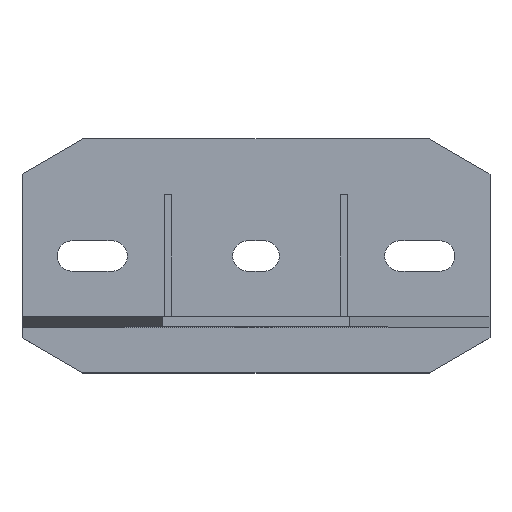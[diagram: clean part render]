
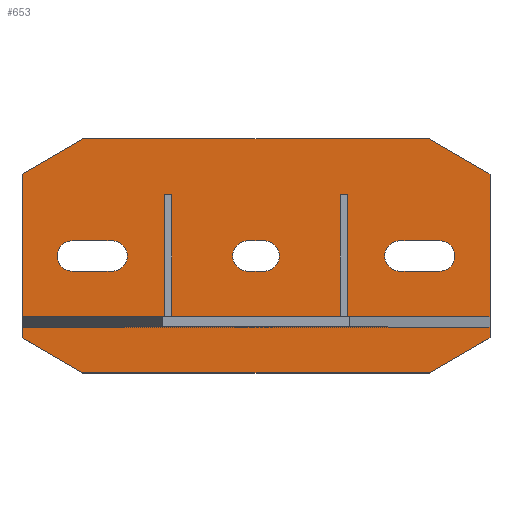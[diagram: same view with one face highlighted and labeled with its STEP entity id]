
A CAD part, top view. The second image highlights one B-rep face of the part: STEP entity #653.
In plain terms, the highlighted planar face has unit normal (0, 0, 1).
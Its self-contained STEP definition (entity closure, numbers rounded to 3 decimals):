
#150=DIRECTION('',(0.866,-0.5,0.));
#151=VECTOR('',#150,30.);
#152=CARTESIAN_POINT('',(74.019,50.,6.5));
#153=LINE('',#152,#151);
#154=DIRECTION('',(0.,-1.,0.));
#155=VECTOR('',#154,70.);
#156=CARTESIAN_POINT('',(100.,35.,6.5));
#157=LINE('',#156,#155);
#158=DIRECTION('',(-0.866,-0.5,0.));
#159=VECTOR('',#158,30.);
#160=CARTESIAN_POINT('',(100.,-35.,6.5));
#161=LINE('',#160,#159);
#162=DIRECTION('',(-1.,0.,0.));
#163=VECTOR('',#162,148.038);
#164=CARTESIAN_POINT('',(74.019,-50.,6.5));
#165=LINE('',#164,#163);
#166=DIRECTION('',(-0.866,0.5,0.));
#167=VECTOR('',#166,30.);
#168=CARTESIAN_POINT('',(-74.019,-50.,6.5));
#169=LINE('',#168,#167);
#170=DIRECTION('',(0.,1.,0.));
#171=VECTOR('',#170,70.);
#172=CARTESIAN_POINT('',(-100.,-35.,6.5));
#173=LINE('',#172,#171);
#174=DIRECTION('',(0.866,0.5,0.));
#175=VECTOR('',#174,30.);
#176=CARTESIAN_POINT('',(-100.,35.,6.5));
#177=LINE('',#176,#175);
#178=DIRECTION('',(1.,0.,0.));
#179=VECTOR('',#178,148.038);
#180=CARTESIAN_POINT('',(-74.019,50.,6.5));
#181=LINE('',#180,#179);
#182=CARTESIAN_POINT('',(-3.5,0.,6.5));
#183=DIRECTION('',(0.,0.,1.));
#184=DIRECTION('',(0.,1.,0.));
#185=AXIS2_PLACEMENT_3D('',#182,#183,#184);
#187=CARTESIAN_POINT('',(-3.5,0.,6.5));
#188=DIRECTION('',(0.,0.,1.));
#189=DIRECTION('',(-1.,0.,0.));
#190=AXIS2_PLACEMENT_3D('',#187,#188,#189);
#192=CARTESIAN_POINT('',(3.5,0.,6.5));
#193=DIRECTION('',(0.,0.,1.));
#194=DIRECTION('',(0.,-1.,0.));
#195=AXIS2_PLACEMENT_3D('',#192,#193,#194);
#197=CARTESIAN_POINT('',(3.5,0.,6.5));
#198=DIRECTION('',(0.,0.,1.));
#199=DIRECTION('',(1.,0.,0.));
#200=AXIS2_PLACEMENT_3D('',#197,#198,#199);
#202=CARTESIAN_POINT('',(-78.5,0.,6.5));
#203=DIRECTION('',(0.,0.,1.));
#204=DIRECTION('',(0.,1.,0.));
#205=AXIS2_PLACEMENT_3D('',#202,#203,#204);
#207=CARTESIAN_POINT('',(-78.5,0.,6.5));
#208=DIRECTION('',(0.,0.,1.));
#209=DIRECTION('',(-1.,0.,0.));
#210=AXIS2_PLACEMENT_3D('',#207,#208,#209);
#212=CARTESIAN_POINT('',(-61.5,0.,6.5));
#213=DIRECTION('',(0.,0.,1.));
#214=DIRECTION('',(0.,-1.,0.));
#215=AXIS2_PLACEMENT_3D('',#212,#213,#214);
#217=CARTESIAN_POINT('',(-61.5,0.,6.5));
#218=DIRECTION('',(0.,0.,1.));
#219=DIRECTION('',(1.,0.,0.));
#220=AXIS2_PLACEMENT_3D('',#217,#218,#219);
#222=CARTESIAN_POINT('',(61.5,0.,6.5));
#223=DIRECTION('',(0.,0.,1.));
#224=DIRECTION('',(0.,1.,0.));
#225=AXIS2_PLACEMENT_3D('',#222,#223,#224);
#227=CARTESIAN_POINT('',(61.5,0.,6.5));
#228=DIRECTION('',(0.,0.,1.));
#229=DIRECTION('',(-1.,0.,0.));
#230=AXIS2_PLACEMENT_3D('',#227,#228,#229);
#232=CARTESIAN_POINT('',(78.5,0.,6.5));
#233=DIRECTION('',(0.,0.,1.));
#234=DIRECTION('',(0.,-1.,0.));
#235=AXIS2_PLACEMENT_3D('',#232,#233,#234);
#237=CARTESIAN_POINT('',(78.5,0.,6.5));
#238=DIRECTION('',(0.,0.,1.));
#239=DIRECTION('',(1.,0.,0.));
#240=AXIS2_PLACEMENT_3D('',#237,#238,#239);
#250=DIRECTION('',(-1.,0.,0.));
#251=VECTOR('',#250,7.);
#252=CARTESIAN_POINT('',(3.5,-6.5,6.5));
#253=LINE('',#252,#251);
#262=DIRECTION('',(1.,0.,0.));
#263=VECTOR('',#262,7.);
#264=CARTESIAN_POINT('',(-3.5,6.5,6.5));
#265=LINE('',#264,#263);
#274=DIRECTION('',(-1.,0.,0.));
#275=VECTOR('',#274,17.);
#276=CARTESIAN_POINT('',(-61.5,-6.5,6.5));
#277=LINE('',#276,#275);
#286=DIRECTION('',(1.,0.,0.));
#287=VECTOR('',#286,17.);
#288=CARTESIAN_POINT('',(-78.5,6.5,6.5));
#289=LINE('',#288,#287);
#290=DIRECTION('',(1.,0.,0.));
#291=VECTOR('',#290,17.);
#292=CARTESIAN_POINT('',(61.5,6.5,6.5));
#293=LINE('',#292,#291);
#302=DIRECTION('',(-1.,0.,0.));
#303=VECTOR('',#302,17.);
#304=CARTESIAN_POINT('',(78.5,-6.5,6.5));
#305=LINE('',#304,#303);
#366=CARTESIAN_POINT('',(100.,35.,6.5));
#367=VERTEX_POINT('',#366);
#368=CARTESIAN_POINT('',(74.019,50.,6.5));
#369=VERTEX_POINT('',#368);
#370=CARTESIAN_POINT('',(100.,-35.,6.5));
#371=VERTEX_POINT('',#370);
#372=CARTESIAN_POINT('',(74.019,-50.,6.5));
#373=VERTEX_POINT('',#372);
#374=CARTESIAN_POINT('',(-74.019,-50.,6.5));
#375=VERTEX_POINT('',#374);
#376=CARTESIAN_POINT('',(-100.,-35.,6.5));
#377=VERTEX_POINT('',#376);
#378=CARTESIAN_POINT('',(-100.,35.,6.5));
#379=VERTEX_POINT('',#378);
#380=CARTESIAN_POINT('',(-74.019,50.,6.5));
#381=VERTEX_POINT('',#380);
#382=CARTESIAN_POINT('',(-3.5,6.5,6.5));
#383=CARTESIAN_POINT('',(-10.,0.,6.5));
#384=VERTEX_POINT('',#382);
#385=VERTEX_POINT('',#383);
#386=CARTESIAN_POINT('',(-3.5,-6.5,6.5));
#387=VERTEX_POINT('',#386);
#388=CARTESIAN_POINT('',(3.5,-6.5,6.5));
#389=VERTEX_POINT('',#388);
#390=CARTESIAN_POINT('',(10.,0.,6.5));
#391=VERTEX_POINT('',#390);
#392=CARTESIAN_POINT('',(3.5,6.5,6.5));
#393=VERTEX_POINT('',#392);
#394=CARTESIAN_POINT('',(-78.5,6.5,6.5));
#395=CARTESIAN_POINT('',(-85.,0.,6.5));
#396=VERTEX_POINT('',#394);
#397=VERTEX_POINT('',#395);
#398=CARTESIAN_POINT('',(-78.5,-6.5,6.5));
#399=VERTEX_POINT('',#398);
#400=CARTESIAN_POINT('',(-61.5,-6.5,6.5));
#401=VERTEX_POINT('',#400);
#402=CARTESIAN_POINT('',(-55.,0.,6.5));
#403=VERTEX_POINT('',#402);
#404=CARTESIAN_POINT('',(-61.5,6.5,6.5));
#405=VERTEX_POINT('',#404);
#406=CARTESIAN_POINT('',(61.5,6.5,6.5));
#407=CARTESIAN_POINT('',(78.5,6.5,6.5));
#408=VERTEX_POINT('',#406);
#409=VERTEX_POINT('',#407);
#410=CARTESIAN_POINT('',(55.,0.,6.5));
#411=VERTEX_POINT('',#410);
#412=CARTESIAN_POINT('',(61.5,-6.5,6.5));
#413=VERTEX_POINT('',#412);
#414=CARTESIAN_POINT('',(78.5,-6.5,6.5));
#415=VERTEX_POINT('',#414);
#416=CARTESIAN_POINT('',(85.,0.,6.5));
#417=VERTEX_POINT('',#416);
#596=CARTESIAN_POINT('',(0.,0.,6.5));
#597=DIRECTION('',(0.,0.,1.));
#598=DIRECTION('',(1.,0.,0.));
#599=AXIS2_PLACEMENT_3D('',#596,#597,#598);
#600=PLANE('',#599);
#601=ORIENTED_EDGE('',*,*,#492,.T.);
#602=ORIENTED_EDGE('',*,*,#508,.T.);
#603=ORIENTED_EDGE('',*,*,#521,.T.);
#604=ORIENTED_EDGE('',*,*,#536,.T.);
#605=ORIENTED_EDGE('',*,*,#549,.T.);
#606=ORIENTED_EDGE('',*,*,#564,.T.);
#607=ORIENTED_EDGE('',*,*,#577,.T.);
#608=ORIENTED_EDGE('',*,*,#589,.T.);
#609=EDGE_LOOP('',(#601,#602,#603,#604,#605,#606,#607,#608));
#610=FACE_OUTER_BOUND('',#609,.F.);
#612=ORIENTED_EDGE('',*,*,#611,.T.);
#614=ORIENTED_EDGE('',*,*,#613,.T.);
#616=ORIENTED_EDGE('',*,*,#615,.F.);
#618=ORIENTED_EDGE('',*,*,#617,.T.);
#620=ORIENTED_EDGE('',*,*,#619,.T.);
#622=ORIENTED_EDGE('',*,*,#621,.F.);
#623=EDGE_LOOP('',(#612,#614,#616,#618,#620,#622));
#624=FACE_BOUND('',#623,.F.);
#626=ORIENTED_EDGE('',*,*,#625,.T.);
#628=ORIENTED_EDGE('',*,*,#627,.T.);
#630=ORIENTED_EDGE('',*,*,#629,.F.);
#632=ORIENTED_EDGE('',*,*,#631,.T.);
#634=ORIENTED_EDGE('',*,*,#633,.T.);
#636=ORIENTED_EDGE('',*,*,#635,.F.);
#637=EDGE_LOOP('',(#626,#628,#630,#632,#634,#636));
#638=FACE_BOUND('',#637,.F.);
#640=ORIENTED_EDGE('',*,*,#639,.F.);
#642=ORIENTED_EDGE('',*,*,#641,.T.);
#644=ORIENTED_EDGE('',*,*,#643,.T.);
#646=ORIENTED_EDGE('',*,*,#645,.F.);
#648=ORIENTED_EDGE('',*,*,#647,.T.);
#650=ORIENTED_EDGE('',*,*,#649,.T.);
#651=EDGE_LOOP('',(#640,#642,#644,#646,#648,#650));
#652=FACE_BOUND('',#651,.F.);
#653=ADVANCED_FACE('',(#610,#624,#638,#652),#600,.T.);
#186=CIRCLE('',#185,6.5);
#191=CIRCLE('',#190,6.5);
#196=CIRCLE('',#195,6.5);
#201=CIRCLE('',#200,6.5);
#206=CIRCLE('',#205,6.5);
#211=CIRCLE('',#210,6.5);
#216=CIRCLE('',#215,6.5);
#221=CIRCLE('',#220,6.5);
#226=CIRCLE('',#225,6.5);
#231=CIRCLE('',#230,6.5);
#236=CIRCLE('',#235,6.5);
#241=CIRCLE('',#240,6.5);
#492=EDGE_CURVE('',#369,#367,#153,.T.);
#508=EDGE_CURVE('',#367,#371,#157,.T.);
#521=EDGE_CURVE('',#371,#373,#161,.T.);
#536=EDGE_CURVE('',#373,#375,#165,.T.);
#549=EDGE_CURVE('',#375,#377,#169,.T.);
#564=EDGE_CURVE('',#377,#379,#173,.T.);
#577=EDGE_CURVE('',#379,#381,#177,.T.);
#589=EDGE_CURVE('',#381,#369,#181,.T.);
#611=EDGE_CURVE('',#384,#385,#186,.T.);
#613=EDGE_CURVE('',#385,#387,#191,.T.);
#615=EDGE_CURVE('',#389,#387,#253,.T.);
#617=EDGE_CURVE('',#389,#391,#196,.T.);
#619=EDGE_CURVE('',#391,#393,#201,.T.);
#621=EDGE_CURVE('',#384,#393,#265,.T.);
#625=EDGE_CURVE('',#396,#397,#206,.T.);
#627=EDGE_CURVE('',#397,#399,#211,.T.);
#629=EDGE_CURVE('',#401,#399,#277,.T.);
#631=EDGE_CURVE('',#401,#403,#216,.T.);
#633=EDGE_CURVE('',#403,#405,#221,.T.);
#635=EDGE_CURVE('',#396,#405,#289,.T.);
#639=EDGE_CURVE('',#408,#409,#293,.T.);
#641=EDGE_CURVE('',#408,#411,#226,.T.);
#643=EDGE_CURVE('',#411,#413,#231,.T.);
#645=EDGE_CURVE('',#415,#413,#305,.T.);
#647=EDGE_CURVE('',#415,#417,#236,.T.);
#649=EDGE_CURVE('',#417,#409,#241,.T.);
